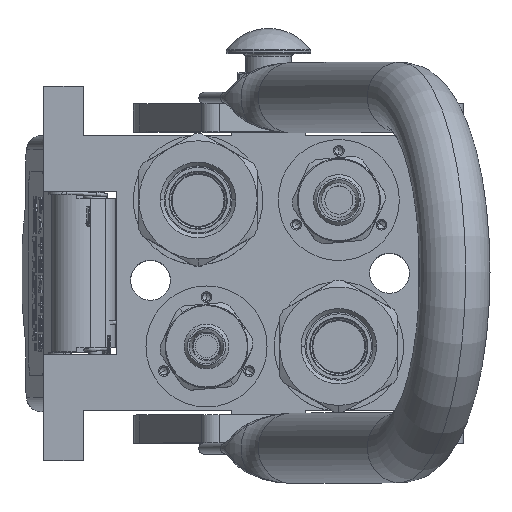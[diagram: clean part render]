
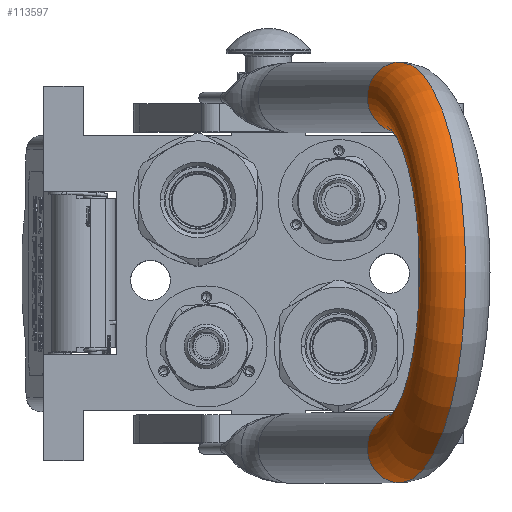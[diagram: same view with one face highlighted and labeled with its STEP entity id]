
A CAD part, top view. The second image highlights one B-rep face of the part: STEP entity #113597.
In plain terms, the highlighted toroidal (fillet/blend) face has major radius 62.25 mm and minor radius 12.5 mm.
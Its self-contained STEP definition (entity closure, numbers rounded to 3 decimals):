
#1953 = CIRCLE ( 'NONE', #36471, 12.5 ) ;
#7280 = DIRECTION ( 'NONE',  ( -1., 0., 0. ) ) ;
#15565 = TOROIDAL_SURFACE ( 'NONE', #42868, 62.25, 12.5 ) ;
#15812 = ORIENTED_EDGE ( 'NONE', *, *, #91185, .T. ) ;
#17170 = CARTESIAN_POINT ( 'NONE',  ( 49.75, 0., 125.25 ) ) ;
#21512 = DIRECTION ( 'NONE',  ( 0., 1., 0. ) ) ;
#23941 = CARTESIAN_POINT ( 'NONE',  ( -62.25, 0., 125.25 ) ) ;
#31630 = DIRECTION ( 'NONE',  ( 0., 1., 0. ) ) ;
#32019 = CARTESIAN_POINT ( 'NONE',  ( 0., 0., 125.25 ) ) ;
#35775 = DIRECTION ( 'NONE',  ( 0., 0., 1. ) ) ;
#36471 = AXIS2_PLACEMENT_3D ( 'NONE', #23941, #35775, #61130 ) ;
#42868 = AXIS2_PLACEMENT_3D ( 'NONE', #32019, #150417, #101885 ) ;
#45211 = VERTEX_POINT ( 'NONE', #143560 ) ;
#45883 = DIRECTION ( 'NONE',  ( 1., 0., 0. ) ) ;
#50672 = ORIENTED_EDGE ( 'NONE', *, *, #82411, .F. ) ;
#55226 = CIRCLE ( 'NONE', #112390, 49.75 ) ;
#56167 = DIRECTION ( 'NONE',  ( -1., 0., 0. ) ) ;
#58204 = FACE_OUTER_BOUND ( 'NONE', #141126, .T. ) ;
#61130 = DIRECTION ( 'NONE',  ( -1., 0., 0. ) ) ;
#64806 = CARTESIAN_POINT ( 'NONE',  ( 74.75, 0., 125.25 ) ) ;
#68200 = ORIENTED_EDGE ( 'NONE', *, *, #84813, .F. ) ;
#68958 = AXIS2_PLACEMENT_3D ( 'NONE', #150804, #21512, #56167 ) ;
#72647 = VERTEX_POINT ( 'NONE', #17170 ) ;
#76489 = EDGE_CURVE ( 'NONE', #107062, #45211, #1953, .T. ) ;
#79371 = CARTESIAN_POINT ( 'NONE',  ( -74.75, 0., 125.25 ) ) ;
#79707 = CARTESIAN_POINT ( 'NONE',  ( 0., 0., 125.25 ) ) ;
#82411 = EDGE_CURVE ( 'NONE', #107062, #123462, #123734, .T. ) ;
#83576 = CARTESIAN_POINT ( 'NONE',  ( 62.25, 0., 125.25 ) ) ;
#84813 = EDGE_CURVE ( 'NONE', #123462, #72647, #134662, .T. ) ;
#91185 = EDGE_CURVE ( 'NONE', #45211, #72647, #55226, .T. ) ;
#101885 = DIRECTION ( 'NONE',  ( 1., 0., 0. ) ) ;
#102974 = AXIS2_PLACEMENT_3D ( 'NONE', #83576, #116727, #45883 ) ;
#107062 = VERTEX_POINT ( 'NONE', #79371 ) ;
#112390 = AXIS2_PLACEMENT_3D ( 'NONE', #79707, #31630, #7280 ) ;
#113597 = ADVANCED_FACE ( 'NONE', ( #58204 ), #15565, .T. ) ;
#116727 = DIRECTION ( 'NONE',  ( 0., 0., -1. ) ) ;
#123462 = VERTEX_POINT ( 'NONE', #64806 ) ;
#123734 = CIRCLE ( 'NONE', #68958, 74.75 ) ;
#125211 = ORIENTED_EDGE ( 'NONE', *, *, #76489, .T. ) ;
#134662 = CIRCLE ( 'NONE', #102974, 12.5 ) ;
#141126 = EDGE_LOOP ( 'NONE', ( #15812, #68200, #50672, #125211 ) ) ;
#143560 = CARTESIAN_POINT ( 'NONE',  ( -49.75, 0., 125.25 ) ) ;
#150417 = DIRECTION ( 'NONE',  ( 0., 1., 0. ) ) ;
#150804 = CARTESIAN_POINT ( 'NONE',  ( 0., 0., 125.25 ) ) ;
